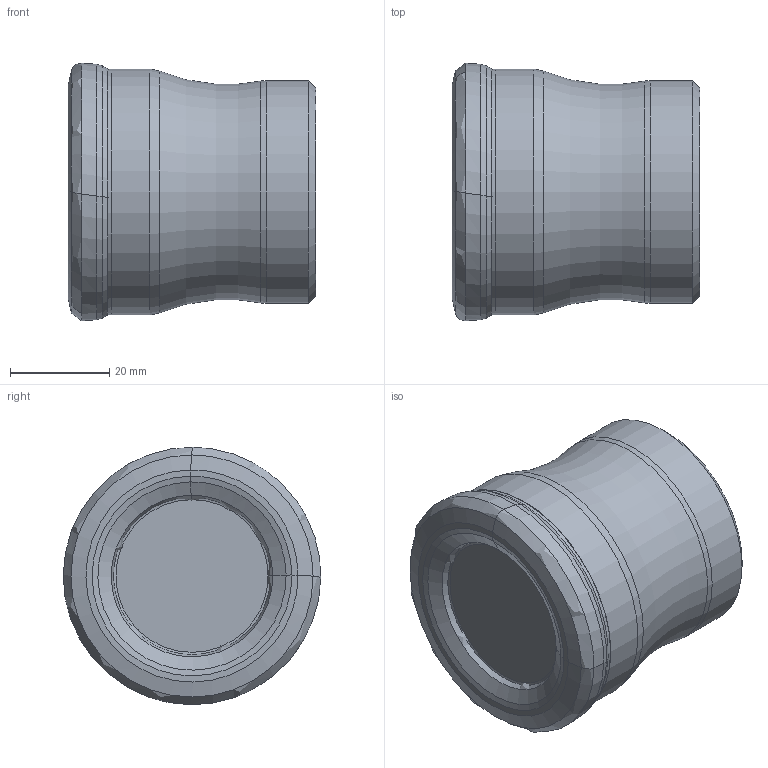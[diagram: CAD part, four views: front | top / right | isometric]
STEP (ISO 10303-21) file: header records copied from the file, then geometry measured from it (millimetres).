
FILE_DESCRIPTION(/* description */ (''),/* implementation_level */ '2;1');
FILE_NAME(/* name */ 'AHFMC-WD06T3D-D052-A22-Z05-H.stp',/* time_stamp */ '2023-10-12T10:12:10+03:00',/* author */ (''),/* organization */ (''),/* preprocessor_version */ 'ST-DEVELOPER v19.4',/* originating_system */ 'SIEMENS PLM Software NX2306.5001',/* authorisation */ '');
FILE_SCHEMA (('AUTOMOTIVE_DESIGN { 1 0 10303 214 3 1 1 1 }'));
Length unit declared in the file: millimetre
Products named in the file (1): AHFMC-WD06T3D-D052-A22-Z05-H-LIGHT_x_t_objects
Bounding box: 50 x 51.99 x 51.99 mm (x, y, z)
Volume: 93121.2 mm3; surface area: 15130.3 mm2
Topology: 2 solids, 2 shells, 49 faces, 94 edges, 48 vertices
Faces by surface type: bspline 28, torus 10, plane 5, revolution 4, cylinder 2
Full cylindrical faces by diameter (mm): 45 x1, 49.6 x1
Entity records: 1460 total; most frequent: CARTESIAN_POINT 576, DIRECTION 172, ORIENTED_EDGE 156, EDGE_CURVE 78, AXIS2_PLACEMENT_3D 72, EDGE_LOOP 66, CIRCLE 54, ADVANCED_FACE 49
